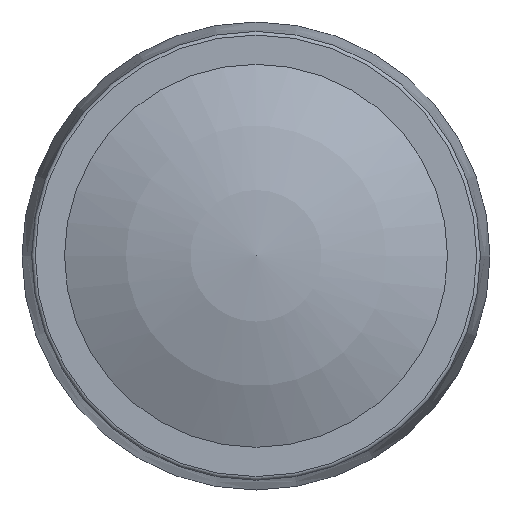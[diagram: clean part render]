
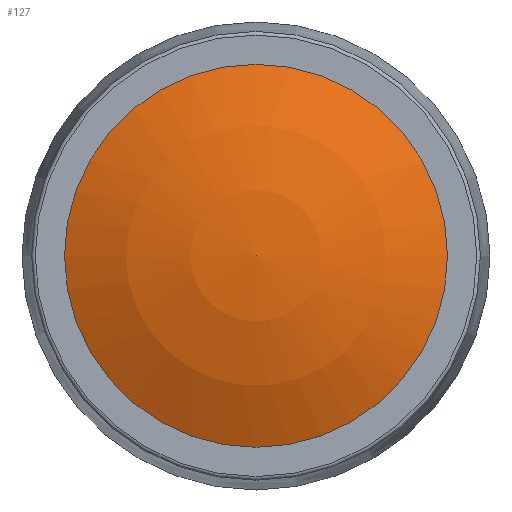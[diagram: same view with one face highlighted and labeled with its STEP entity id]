
A CAD part, top view. The second image highlights one B-rep face of the part: STEP entity #127.
In plain terms, the highlighted spherical face has radius 30 mm.
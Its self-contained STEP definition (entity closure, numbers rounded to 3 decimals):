
#127 = ADVANCED_FACE( '', ( #299 ), #300, .T. );
#299 = FACE_OUTER_BOUND( '', #524, .T. );
#300 = SPHERICAL_SURFACE( '', #525, 30. );
#524 = EDGE_LOOP( '', ( #793 ) );
#525 = AXIS2_PLACEMENT_3D( '', #794, #795, #796 );
#793 = ORIENTED_EDGE( '', *, *, #964, .T. );
#794 = CARTESIAN_POINT( '', ( 0., 0., -2. ) );
#795 = DIRECTION( '', ( 0., 0., 1. ) );
#796 = DIRECTION( '', ( 0., 1., 0. ) );
#964 = EDGE_CURVE( '', #1072, #1072, #1073, .T. );
#1072 = VERTEX_POINT( '', #1229 );
#1073 = CIRCLE( '', #1230, 13.077 );
#1229 = CARTESIAN_POINT( '', ( 13.077, 0., 25. ) );
#1230 = AXIS2_PLACEMENT_3D( '', #1387, #1388, #1389 );
#1387 = CARTESIAN_POINT( '', ( 0., 0., 25. ) );
#1388 = DIRECTION( '', ( 0., 0., 1. ) );
#1389 = DIRECTION( '', ( 1., 0., 0. ) );
